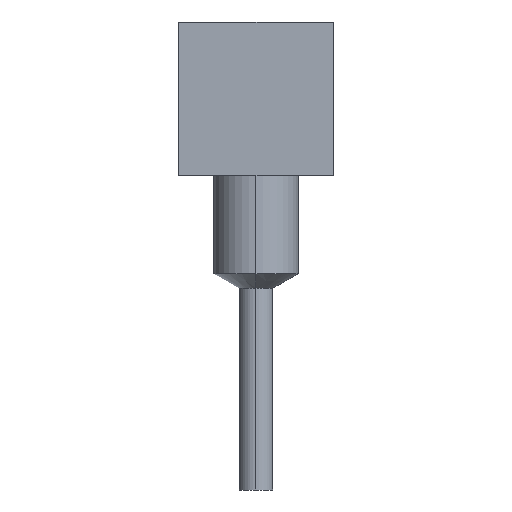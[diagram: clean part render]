
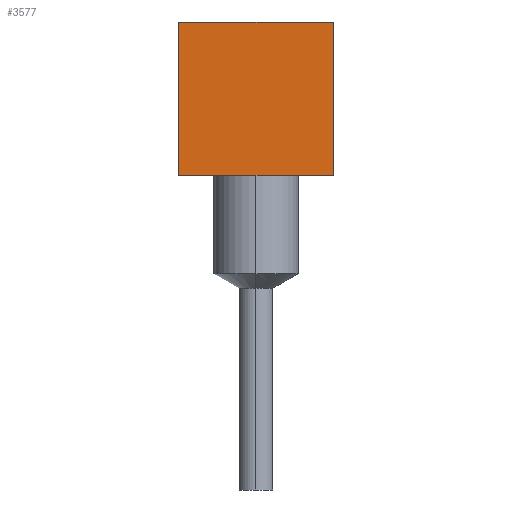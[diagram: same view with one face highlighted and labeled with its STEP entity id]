
A CAD part, left-side view. The second image highlights one B-rep face of the part: STEP entity #3577.
In plain terms, the highlighted planar face has unit normal (-1, 0, 0).
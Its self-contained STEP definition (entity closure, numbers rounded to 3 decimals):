
#240=DIRECTION('',(0.,-1.,0.));
#241=VECTOR('',#240,2.438);
#242=CARTESIAN_POINT('',(-12.7,1.219,0.));
#243=LINE('',#242,#241);
#688=DIRECTION('',(0.,-1.,0.));
#689=VECTOR('',#688,2.438);
#690=CARTESIAN_POINT('',(-12.7,1.219,-2.413));
#691=LINE('',#690,#689);
#1020=DIRECTION('',(0.,0.,-1.));
#1021=VECTOR('',#1020,2.413);
#1022=CARTESIAN_POINT('',(-12.7,1.219,0.));
#1023=LINE('',#1022,#1021);
#1028=DIRECTION('',(0.,0.,-1.));
#1029=VECTOR('',#1028,2.413);
#1030=CARTESIAN_POINT('',(-12.7,-1.219,0.));
#1031=LINE('',#1030,#1029);
#2084=CARTESIAN_POINT('',(-12.7,1.219,0.));
#2085=CARTESIAN_POINT('',(-12.7,-1.219,0.));
#2086=VERTEX_POINT('',#2084);
#2087=VERTEX_POINT('',#2085);
#2092=CARTESIAN_POINT('',(-12.7,1.219,-2.413));
#2093=CARTESIAN_POINT('',(-12.7,-1.219,-2.413));
#2094=VERTEX_POINT('',#2092);
#2095=VERTEX_POINT('',#2093);
#3565=CARTESIAN_POINT('',(-12.7,1.219,0.));
#3566=DIRECTION('',(-1.,0.,0.));
#3567=DIRECTION('',(0.,-1.,0.));
#3568=AXIS2_PLACEMENT_3D('',#3565,#3566,#3567);
#3569=PLANE('',#3568);
#3570=ORIENTED_EDGE('',*,*,#2757,.T.);
#3572=ORIENTED_EDGE('',*,*,#3571,.T.);
#3573=ORIENTED_EDGE('',*,*,#3128,.F.);
#3574=ORIENTED_EDGE('',*,*,#2911,.F.);
#3575=EDGE_LOOP('',(#3570,#3572,#3573,#3574));
#3576=FACE_OUTER_BOUND('',#3575,.F.);
#3577=ADVANCED_FACE('',(#3576),#3569,.T.);
#2757=EDGE_CURVE('',#2086,#2087,#243,.T.);
#2911=EDGE_CURVE('',#2086,#2094,#1023,.T.);
#3128=EDGE_CURVE('',#2094,#2095,#691,.T.);
#3571=EDGE_CURVE('',#2087,#2095,#1031,.T.);
